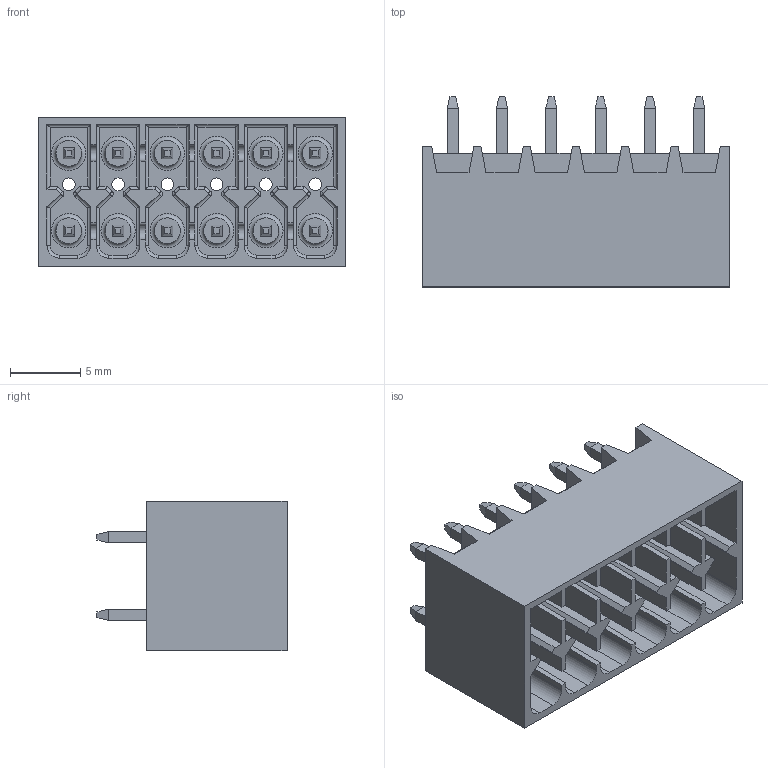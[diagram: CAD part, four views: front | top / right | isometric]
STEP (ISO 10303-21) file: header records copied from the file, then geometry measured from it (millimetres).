
FILE_DESCRIPTION(/* description */ ('Unknown'),/* implementation_level */ '2;1');
FILE_NAME(/* name */ '691378100012',/* time_stamp */ '2024-07-15T09:45:19+02:00',/* author */ ('Unknown'),/* organization */ ('Unknown'),/* preprocessor_version */ 'ST-DEVELOPER v19.4',/* originating_system */ 'Solid Edge',/* authorisation */ 'Unknown');
FILE_SCHEMA (('AUTOMOTIVE_DESIGN {1 0 10303 214 3 1 1}'));
Length unit declared in the file: millimetre
Products named in the file (3): 6913781000xx; 691378100012; 6913781000xx_Pin
Assembly tree (13 placements, depth 2):
  6913781000xx
    691378100012
    6913781000xx_Pin  x12
Bounding box: 21.8 x 13.5 x 10.6 mm (x, y, z)
Volume: 960.3 mm3; surface area: 2967.1 mm2
Topology: 13 solids, 13 shells, 617 faces, 1494 edges, 916 vertices
Faces by surface type: plane 457, cylinder 124, torus 36
Full cylindrical faces by diameter (mm): 0.9 x6, 1.83 x12
Entity records: 13738 total; most frequent: CARTESIAN_POINT 2385, DIRECTION 2310, ORIENTED_EDGE 2288, EDGE_CURVE 1144, LINE 908, VECTOR 908, VERTEX_POINT 728, AXIS2_PLACEMENT_3D 701
